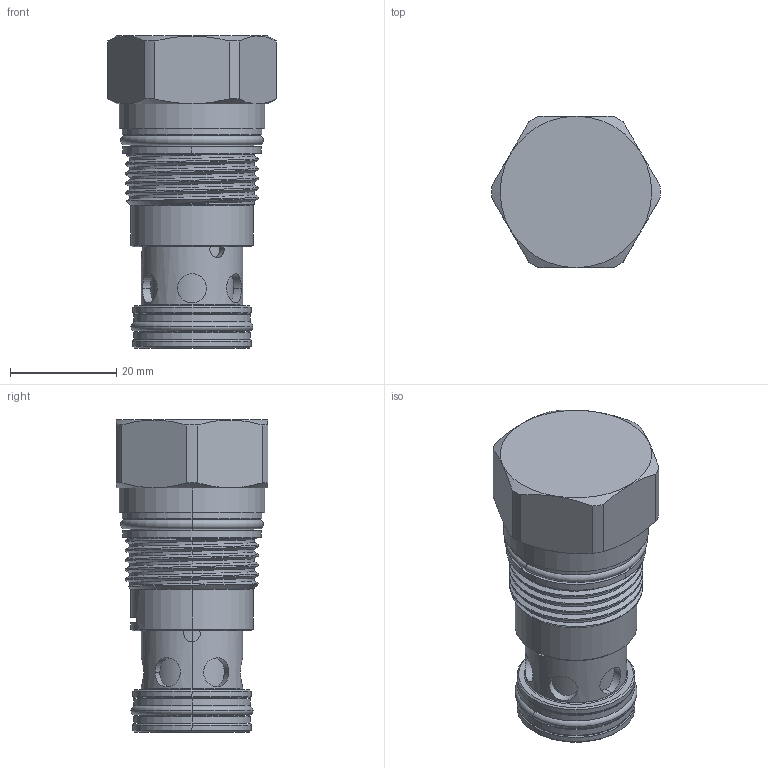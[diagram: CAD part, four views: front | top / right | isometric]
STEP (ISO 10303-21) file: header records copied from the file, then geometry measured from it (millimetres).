
FILE_DESCRIPTION (( 'STEP AP214' ), '1' );
FILE_NAME ('CV5A20-N.STEP', '2016-04-15T08:15:27', ( '' ), ( '' ), 'SwSTEP 2.0', 'SolidWorks 2012', '' );
FILE_SCHEMA (( 'AUTOMOTIVE_DESIGN' ));
Length unit declared in the file: millimetre
Products named in the file (1): CV5A20-N
Bounding box: 31.8 x 28.57 x 58.74 mm (x, y, z)
Volume: 26917 mm3; surface area: 8717 mm2
Topology: 4 solids, 4 shells, 166 faces, 380 edges, 240 vertices
Faces by surface type: cylinder 96, plane 30, torus 18, cone 18, sphere 2, bspline 2
Entity records: 6787 total; most frequent: CARTESIAN_POINT 3077, DIRECTION 766, ORIENTED_EDGE 760, EDGE_CURVE 380, AXIS2_PLACEMENT_3D 327, VERTEX_POINT 240, EDGE_LOOP 190, FACE_OUTER_BOUND 166
